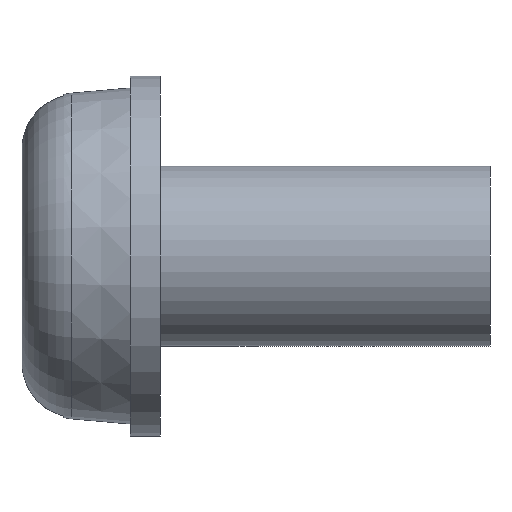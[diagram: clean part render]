
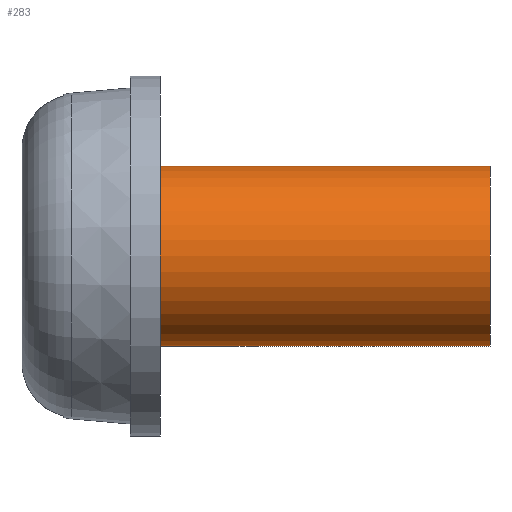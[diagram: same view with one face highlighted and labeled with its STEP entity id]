
A CAD part, front view. The second image highlights one B-rep face of the part: STEP entity #283.
In plain terms, the highlighted cylindrical face has radius 1.5 mm (diameter 3 mm), a partial arc.
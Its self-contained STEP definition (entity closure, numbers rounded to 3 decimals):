
#61 = DIRECTION ( 'NONE',  ( 0., 0., 1. ) ) ;
#67 = CARTESIAN_POINT ( 'NONE',  ( 1.8, 0., 0. ) ) ;
#77 = FACE_OUTER_BOUND ( 'NONE', #442, .T. ) ;
#98 = ORIENTED_EDGE ( 'NONE', *, *, #305, .T. ) ;
#130 = CARTESIAN_POINT ( 'NONE',  ( 1.8, 0., -1.5 ) ) ;
#168 = DIRECTION ( 'NONE',  ( 0., 0., 1. ) ) ;
#197 = VECTOR ( 'NONE', #625, 1000. ) ;
#209 = AXIS2_PLACEMENT_3D ( 'NONE', #284, #327, #378 ) ;
#256 = CARTESIAN_POINT ( 'NONE',  ( 1.8, 0., 1.5 ) ) ;
#258 = EDGE_CURVE ( 'NONE', #410, #586, #263, .T. ) ;
#259 = CARTESIAN_POINT ( 'NONE',  ( -25.4, 0., -1.5 ) ) ;
#260 = VERTEX_POINT ( 'NONE', #460 ) ;
#263 = LINE ( 'NONE', #259, #197 ) ;
#268 = ORIENTED_EDGE ( 'NONE', *, *, #477, .T. ) ;
#283 = ADVANCED_FACE ( 'NONE', ( #77 ), #436, .T. ) ;
#284 = CARTESIAN_POINT ( 'NONE',  ( 7.8, 0., 0. ) ) ;
#305 = EDGE_CURVE ( 'NONE', #260, #309, #530, .T. ) ;
#306 = DIRECTION ( 'NONE',  ( -1., 0., 0. ) ) ;
#309 = VERTEX_POINT ( 'NONE', #256 ) ;
#318 = AXIS2_PLACEMENT_3D ( 'NONE', #67, #591, #168 ) ;
#327 = DIRECTION ( 'NONE',  ( -1., 0., 0. ) ) ;
#335 = ORIENTED_EDGE ( 'NONE', *, *, #258, .F. ) ;
#352 = ORIENTED_EDGE ( 'NONE', *, *, #375, .F. ) ;
#365 = CIRCLE ( 'NONE', #209, 1.5 ) ;
#372 = CARTESIAN_POINT ( 'NONE',  ( 7.8, 0., -1.5 ) ) ;
#375 = EDGE_CURVE ( 'NONE', #586, #309, #637, .T. ) ;
#378 = DIRECTION ( 'NONE',  ( 0., 0., 1. ) ) ;
#409 = DIRECTION ( 'NONE',  ( -1., 0., 0. ) ) ;
#410 = VERTEX_POINT ( 'NONE', #372 ) ;
#411 = VECTOR ( 'NONE', #306, 1000. ) ;
#436 = CYLINDRICAL_SURFACE ( 'NONE', #678, 1.5 ) ;
#442 = EDGE_LOOP ( 'NONE', ( #335, #268, #98, #352 ) ) ;
#460 = CARTESIAN_POINT ( 'NONE',  ( 7.8, 0., 1.5 ) ) ;
#477 = EDGE_CURVE ( 'NONE', #410, #260, #365, .T. ) ;
#525 = CARTESIAN_POINT ( 'NONE',  ( -25.4, 0., 1.5 ) ) ;
#530 = LINE ( 'NONE', #525, #411 ) ;
#577 = CARTESIAN_POINT ( 'NONE',  ( -25.4, 0., 0. ) ) ;
#586 = VERTEX_POINT ( 'NONE', #130 ) ;
#591 = DIRECTION ( 'NONE',  ( -1., 0., 0. ) ) ;
#625 = DIRECTION ( 'NONE',  ( -1., 0., 0. ) ) ;
#637 = CIRCLE ( 'NONE', #318, 1.5 ) ;
#678 = AXIS2_PLACEMENT_3D ( 'NONE', #577, #409, #61 ) ;
